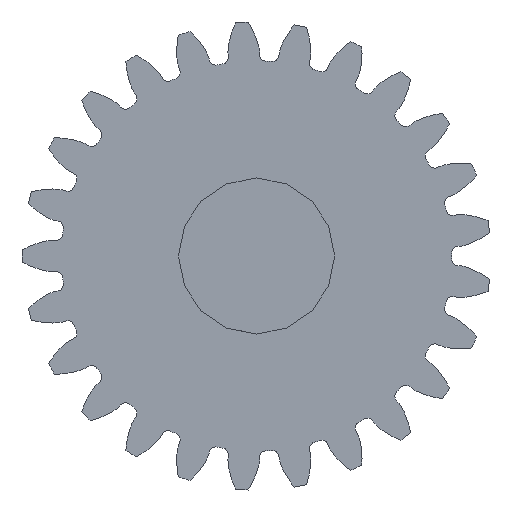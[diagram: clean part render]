
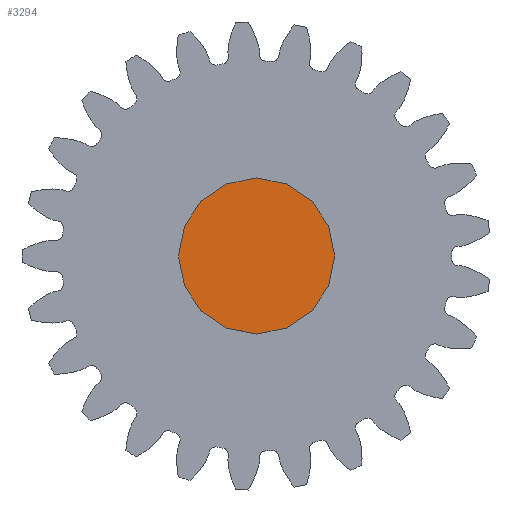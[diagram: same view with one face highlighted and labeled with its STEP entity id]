
A CAD part, front view. The second image highlights one B-rep face of the part: STEP entity #3294.
In plain terms, the highlighted planar face has unit normal (0, -1, 0).
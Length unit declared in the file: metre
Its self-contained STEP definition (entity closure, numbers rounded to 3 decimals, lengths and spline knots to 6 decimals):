
#208=PLANE('',#3637);
#1388=ORIENTED_EDGE('',*,*,#1901,.T.);
#1389=ORIENTED_EDGE('',*,*,#1904,.T.);
#1390=ORIENTED_EDGE('',*,*,#1907,.T.);
#1391=ORIENTED_EDGE('',*,*,#1910,.T.);
#1392=ORIENTED_EDGE('',*,*,#1913,.T.);
#1393=ORIENTED_EDGE('',*,*,#1916,.T.);
#1394=ORIENTED_EDGE('',*,*,#1919,.T.);
#1395=ORIENTED_EDGE('',*,*,#1922,.T.);
#1396=ORIENTED_EDGE('',*,*,#1925,.T.);
#1397=ORIENTED_EDGE('',*,*,#1928,.T.);
#1398=ORIENTED_EDGE('',*,*,#1931,.T.);
#1399=ORIENTED_EDGE('',*,*,#1934,.T.);
#1400=ORIENTED_EDGE('',*,*,#1937,.T.);
#1401=ORIENTED_EDGE('',*,*,#1940,.T.);
#1402=ORIENTED_EDGE('',*,*,#1943,.T.);
#1403=ORIENTED_EDGE('',*,*,#1946,.T.);
#1901=EDGE_CURVE('',#2261,#2264,#2450,.T.);
#1904=EDGE_CURVE('',#2264,#2266,#2452,.T.);
#1907=EDGE_CURVE('',#2266,#2268,#2454,.T.);
#1910=EDGE_CURVE('',#2268,#2270,#2456,.T.);
#1913=EDGE_CURVE('',#2270,#2272,#2458,.T.);
#1916=EDGE_CURVE('',#2272,#2274,#2460,.T.);
#1919=EDGE_CURVE('',#2274,#2276,#2462,.T.);
#1922=EDGE_CURVE('',#2276,#2278,#2464,.T.);
#1925=EDGE_CURVE('',#2278,#2280,#2466,.T.);
#1928=EDGE_CURVE('',#2280,#2282,#2468,.T.);
#1931=EDGE_CURVE('',#2282,#2284,#2470,.T.);
#1934=EDGE_CURVE('',#2284,#2286,#2472,.T.);
#1937=EDGE_CURVE('',#2286,#2288,#2474,.T.);
#1940=EDGE_CURVE('',#2288,#2290,#2476,.T.);
#1943=EDGE_CURVE('',#2290,#2292,#2478,.T.);
#1946=EDGE_CURVE('',#2292,#2261,#2479,.T.);
#2261=VERTEX_POINT('',#9766);
#2264=VERTEX_POINT('',#9774);
#2266=VERTEX_POINT('',#9783);
#2268=VERTEX_POINT('',#9792);
#2270=VERTEX_POINT('',#9801);
#2272=VERTEX_POINT('',#9810);
#2274=VERTEX_POINT('',#9819);
#2276=VERTEX_POINT('',#9828);
#2278=VERTEX_POINT('',#9837);
#2280=VERTEX_POINT('',#9846);
#2282=VERTEX_POINT('',#9855);
#2284=VERTEX_POINT('',#9864);
#2286=VERTEX_POINT('',#9873);
#2288=VERTEX_POINT('',#9882);
#2290=VERTEX_POINT('',#9891);
#2292=VERTEX_POINT('',#9900);
#2450=LINE('',#9775,#2632);
#2452=LINE('',#9784,#2634);
#2454=LINE('',#9793,#2636);
#2456=LINE('',#9802,#2638);
#2458=LINE('',#9811,#2640);
#2460=LINE('',#9820,#2642);
#2462=LINE('',#9829,#2644);
#2464=LINE('',#9838,#2646);
#2466=LINE('',#9847,#2648);
#2468=LINE('',#9856,#2650);
#2470=LINE('',#9865,#2652);
#2472=LINE('',#9874,#2654);
#2474=LINE('',#9883,#2656);
#2476=LINE('',#9892,#2658);
#2478=LINE('',#9901,#2660);
#2479=LINE('',#9912,#2661);
#2632=VECTOR('',#4414,1.);
#2634=VECTOR('',#4418,1.);
#2636=VECTOR('',#4422,1.);
#2638=VECTOR('',#4426,1.);
#2640=VECTOR('',#4430,1.);
#2642=VECTOR('',#4434,1.);
#2644=VECTOR('',#4438,1.);
#2646=VECTOR('',#4442,1.);
#2648=VECTOR('',#4446,1.);
#2650=VECTOR('',#4450,1.);
#2652=VECTOR('',#4454,1.);
#2654=VECTOR('',#4458,1.);
#2656=VECTOR('',#4462,1.);
#2658=VECTOR('',#4466,1.);
#2660=VECTOR('',#4470,1.);
#2661=VECTOR('',#4473,1.);
#2834=EDGE_LOOP('',(#1388,#1389,#1390,#1391,#1392,#1393,#1394,#1395,#1396,
#1397,#1398,#1399,#1400,#1401,#1402,#1403));
#3014=FACE_BOUND('',#2834,.T.);
#3294=ADVANCED_FACE('',(#3014),#208,.T.);
#3637=AXIS2_PLACEMENT_3D('',#9913,#4474,#4475);
#4414=DIRECTION('',(0.981,0.,0.195));
#4418=DIRECTION('',(0.831,0.,0.556));
#4422=DIRECTION('',(0.556,0.,0.831));
#4426=DIRECTION('',(0.195,0.,0.981));
#4430=DIRECTION('',(-0.195,0.,0.981));
#4434=DIRECTION('',(-0.556,0.,0.831));
#4438=DIRECTION('',(-0.831,0.,0.556));
#4442=DIRECTION('',(-0.981,0.,0.195));
#4446=DIRECTION('',(-0.981,0.,-0.195));
#4450=DIRECTION('',(-0.831,0.,-0.556));
#4454=DIRECTION('',(-0.556,0.,-0.831));
#4458=DIRECTION('',(-0.195,0.,-0.981));
#4462=DIRECTION('',(0.195,0.,-0.981));
#4466=DIRECTION('',(0.556,0.,-0.831));
#4470=DIRECTION('',(0.831,0.,-0.556));
#4473=DIRECTION('',(0.981,0.,-0.195));
#4474=DIRECTION('',(0.,-1.,0.));
#4475=DIRECTION('',(1.,0.,0.));
#9766=CARTESIAN_POINT('',(0.,-0.0405,-0.009));
#9774=CARTESIAN_POINT('',(0.003444,-0.0405,-0.008315));
#9775=CARTESIAN_POINT('',(0.001722,-0.0405,-0.008657));
#9783=CARTESIAN_POINT('',(0.006364,-0.0405,-0.006364));
#9784=CARTESIAN_POINT('',(0.004904,-0.0405,-0.007339));
#9792=CARTESIAN_POINT('',(0.008315,-0.0405,-0.003444));
#9793=CARTESIAN_POINT('',(0.007339,-0.0405,-0.004904));
#9801=CARTESIAN_POINT('',(0.009,-0.0405,0.));
#9802=CARTESIAN_POINT('',(0.008657,-0.0405,-0.001722));
#9810=CARTESIAN_POINT('',(0.008315,-0.0405,0.003444));
#9811=CARTESIAN_POINT('',(0.008657,-0.0405,0.001722));
#9819=CARTESIAN_POINT('',(0.006364,-0.0405,0.006364));
#9820=CARTESIAN_POINT('',(0.007339,-0.0405,0.004904));
#9828=CARTESIAN_POINT('',(0.003444,-0.0405,0.008315));
#9829=CARTESIAN_POINT('',(0.004904,-0.0405,0.007339));
#9837=CARTESIAN_POINT('',(0.,-0.0405,0.009));
#9838=CARTESIAN_POINT('',(0.001722,-0.0405,0.008657));
#9846=CARTESIAN_POINT('',(-0.003444,-0.0405,0.008315));
#9847=CARTESIAN_POINT('',(-0.001722,-0.0405,0.008657));
#9855=CARTESIAN_POINT('',(-0.006364,-0.0405,0.006364));
#9856=CARTESIAN_POINT('',(-0.004904,-0.0405,0.007339));
#9864=CARTESIAN_POINT('',(-0.008315,-0.0405,0.003444));
#9865=CARTESIAN_POINT('',(-0.007339,-0.0405,0.004904));
#9873=CARTESIAN_POINT('',(-0.009,-0.0405,0.));
#9874=CARTESIAN_POINT('',(-0.008657,-0.0405,0.001722));
#9882=CARTESIAN_POINT('',(-0.008315,-0.0405,-0.003444));
#9883=CARTESIAN_POINT('',(-0.008657,-0.0405,-0.001722));
#9891=CARTESIAN_POINT('',(-0.006364,-0.0405,-0.006364));
#9892=CARTESIAN_POINT('',(-0.007339,-0.0405,-0.004904));
#9900=CARTESIAN_POINT('',(-0.003444,-0.0405,-0.008315));
#9901=CARTESIAN_POINT('',(-0.004904,-0.0405,-0.007339));
#9912=CARTESIAN_POINT('',(-0.001722,-0.0405,-0.008657));
#9913=CARTESIAN_POINT('',(0.,-0.0405,0.));
